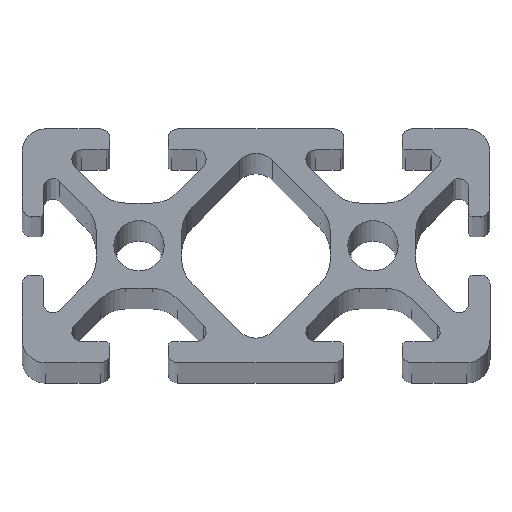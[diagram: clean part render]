
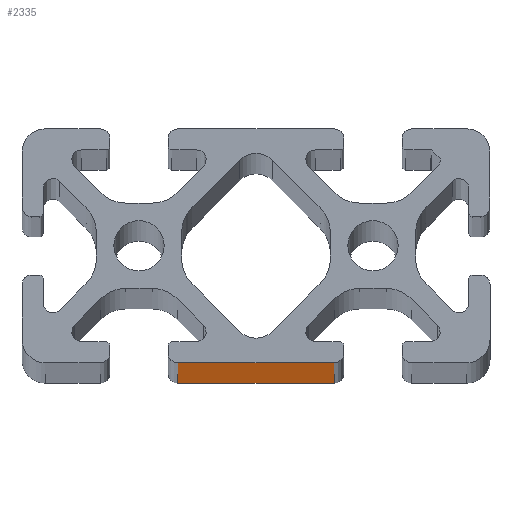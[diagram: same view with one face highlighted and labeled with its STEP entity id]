
A CAD part, top view. The second image highlights one B-rep face of the part: STEP entity #2335.
In plain terms, the highlighted planar face has unit normal (0, -1, 0).
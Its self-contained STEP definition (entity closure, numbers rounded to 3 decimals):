
#238=FACE_OUTER_BOUND($,#360,.T.);
#360=EDGE_LOOP($,(#1647,#1648,#1649,#1650));
#515=LINE($,#3589,#751);
#516=LINE($,#3592,#752);
#517=LINE($,#3594,#753);
#518=LINE($,#3595,#754);
#751=VECTOR($,#2863,1000.);
#752=VECTOR($,#2866,13.4);
#753=VECTOR($,#2867,13.4);
#754=VECTOR($,#2868,1000.);
#993=VERTEX_POINT($,#3585);
#994=VERTEX_POINT($,#3587);
#995=VERTEX_POINT($,#3591);
#996=VERTEX_POINT($,#3593);
#1261=EDGE_CURVE($,#993,#994,#515,.T.);
#1262=EDGE_CURVE($,#995,#993,#516,.T.);
#1263=EDGE_CURVE($,#996,#994,#517,.T.);
#1264=EDGE_CURVE($,#995,#996,#518,.T.);
#1647=ORIENTED_EDGE($,*,*,#1262,.T.);
#1648=ORIENTED_EDGE($,*,*,#1261,.T.);
#1649=ORIENTED_EDGE($,*,*,#1263,.F.);
#1650=ORIENTED_EDGE($,*,*,#1264,.F.);
#2257=PLANE($,#2494);
#2335=ADVANCED_FACE($,(#238),#2257,.T.);
#2494=AXIS2_PLACEMENT_3D($,#3590,#2864,#2865);
#2863=DIRECTION($,(0.,0.,1.));
#2864=DIRECTION('center_axis',(0.,-1.,0.));
#2865=DIRECTION('ref_axis',(1.,0.,0.));
#2866=DIRECTION($,(1.,0.,0.));
#2867=DIRECTION($,(1.,0.,0.));
#2868=DIRECTION($,(0.,0.,1.));
#3585=CARTESIAN_POINT('',(13.4,-20.,0.));
#3587=CARTESIAN_POINT('',(13.4,-20.,1000.));
#3589=CARTESIAN_POINT($,(13.4,-20.,0.));
#3590=CARTESIAN_POINT('Origin',(0.,-20.,
0.));
#3591=CARTESIAN_POINT('',(0.,-20.,0.));
#3592=CARTESIAN_POINT($,(0.,-20.,0.));
#3593=CARTESIAN_POINT('',(0.,-20.,1000.));
#3594=CARTESIAN_POINT($,(0.,-20.,1000.));
#3595=CARTESIAN_POINT($,(0.,-20.,0.));
